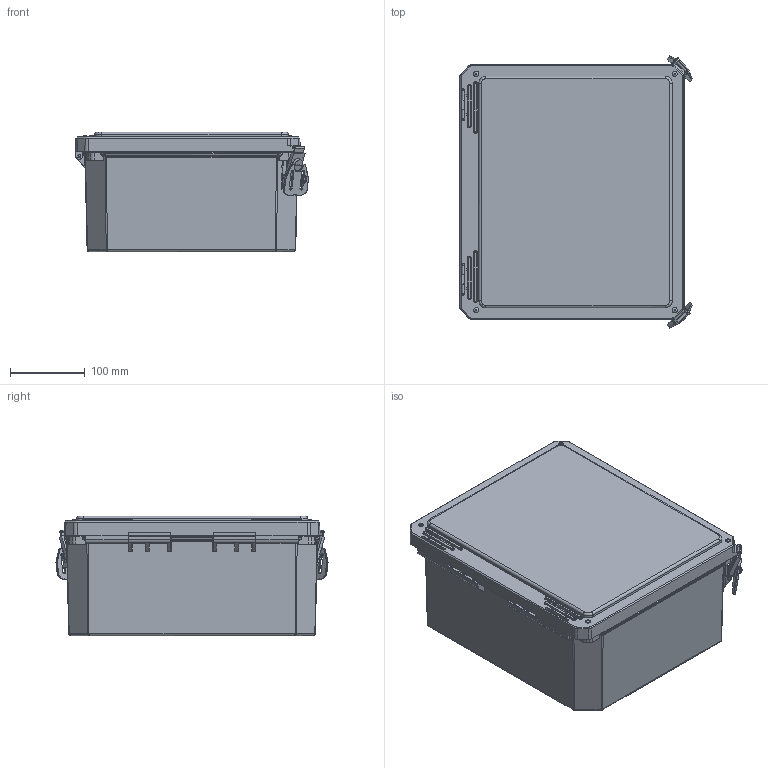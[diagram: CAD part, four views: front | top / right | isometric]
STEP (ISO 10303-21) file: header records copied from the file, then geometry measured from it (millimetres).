
FILE_DESCRIPTION (( 'STEP AP214' ), '1' );
FILE_NAME ('FR121006HLL.STEP', '2018-10-31T17:31:52', ( '' ), ( '' ), 'SwSTEP 2.0', 'SolidWorks 2018', '' );
FILE_SCHEMA (( 'AUTOMOTIVE_DESIGN' ));
Length unit declared in the file: inch
Products named in the file (1): FR121006HLL
Bounding box: 311.64 x 364.13 x 160.06 mm (x, y, z)
Volume: 1532094.9 mm3; surface area: 838732.8 mm2
Topology: 37 solids, 37 shells, 2258 faces, 5472 edges, 3244 vertices
Faces by surface type: cylinder 892, plane 765, bspline 541, cone 48, torus 12
Full cylindrical faces by diameter (mm): 1.267 x4, 1.27 x2, 2.489 x4, 3.429 x4, 3.48 x4, 3.81 x4, 3.861 x8, 3.962 x16, 5.08 x4, 5.3 x4, 5.563 x2, 5.766 x2, 6.248 x16, 6.401 x4, 6.426 x4, 7.937 x2, 9.22 x2, 11.049 x2, 15.24 x2
Entity records: 122187 total; most frequent: CARTESIAN_POINT 46014, ORIENTED_EDGE 10490, DIRECTION 7871, EDGE_CURVE 5245, VERTEX_POINT 3214, AXIS2_PLACEMENT_3D 2649, LINE 2573, VECTOR 2573
